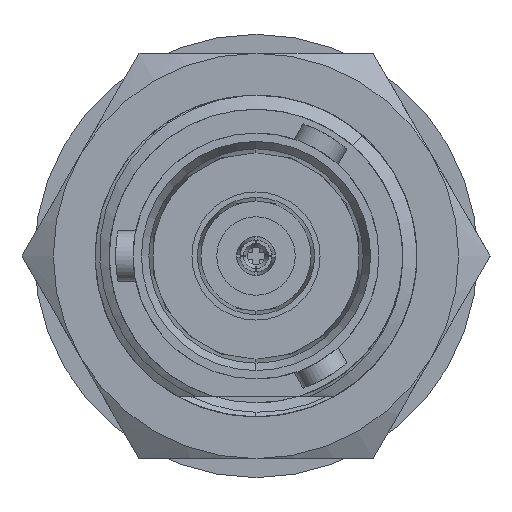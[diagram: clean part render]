
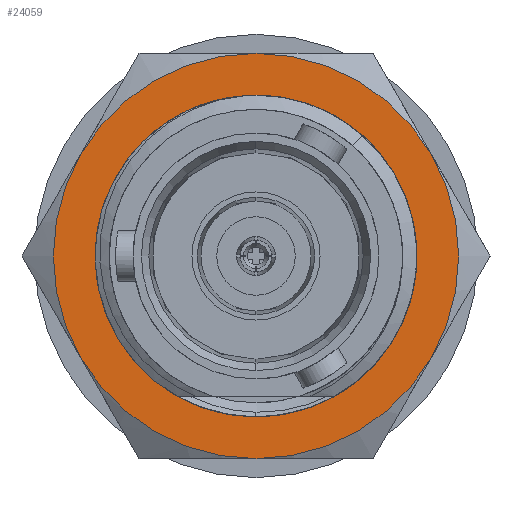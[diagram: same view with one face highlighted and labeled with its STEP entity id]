
A CAD part, left-side view. The second image highlights one B-rep face of the part: STEP entity #24059.
In plain terms, the highlighted face is planar.
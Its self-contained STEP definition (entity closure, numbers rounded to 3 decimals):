
#196 = DIRECTION ( 'NONE',  ( 0., 0., -1. ) ) ;
#420 = CARTESIAN_POINT ( 'NONE',  ( 1.25, -6.928, 4. ) ) ;
#628 = DIRECTION ( 'NONE',  ( 0., 0., 1. ) ) ;
#892 = CIRCLE ( 'NONE', #22672, 8. ) ;
#970 = EDGE_CURVE ( 'NONE', #17694, #4391, #20013, .T. ) ;
#1019 = ORIENTED_EDGE ( 'NONE', *, *, #1109, .F. ) ;
#1058 = CARTESIAN_POINT ( 'NONE',  ( 1.25, -4.184, -4.776 ) ) ;
#1109 = EDGE_CURVE ( 'NONE', #10976, #11977, #14070, .T. ) ;
#1133 = CARTESIAN_POINT ( 'NONE',  ( 1.25, -4.184, -4.776 ) ) ;
#1648 = VERTEX_POINT ( 'NONE', #21484 ) ;
#1857 = DIRECTION ( 'NONE',  ( -1., 0., 0. ) ) ;
#3370 = CARTESIAN_POINT ( 'NONE',  ( 1.25, -5.675, -2.889 ) ) ;
#3426 = CARTESIAN_POINT ( 'NONE',  ( 1.25, 0., 0. ) ) ;
#3534 = ORIENTED_EDGE ( 'NONE', *, *, #14634, .F. ) ;
#3559 = EDGE_CURVE ( 'NONE', #12946, #25996, #20051, .T. ) ;
#3715 = CARTESIAN_POINT ( 'NONE',  ( 1.25, 0., 0. ) ) ;
#3855 = DIRECTION ( 'NONE',  ( -1., 0., 0. ) ) ;
#4202 = CARTESIAN_POINT ( 'NONE',  ( 1.25, 0., 0. ) ) ;
#4235 = CIRCLE ( 'NONE', #20671, 6.35 ) ;
#4391 = VERTEX_POINT ( 'NONE', #8681 ) ;
#4693 = DIRECTION ( 'NONE',  ( -1., 0., 0. ) ) ;
#4912 = ORIENTED_EDGE ( 'NONE', *, *, #970, .T. ) ;
#5683 = ORIENTED_EDGE ( 'NONE', *, *, #3559, .F. ) ;
#5926 = DIRECTION ( 'NONE',  ( -1., 0., 0. ) ) ;
#6024 = VERTEX_POINT ( 'NONE', #17875 ) ;
#6752 = CARTESIAN_POINT ( 'NONE',  ( 1.25, 0., 0. ) ) ;
#7031 = DIRECTION ( 'NONE',  ( -1., 0., 0. ) ) ;
#7309 = ORIENTED_EDGE ( 'NONE', *, *, #11129, .F. ) ;
#7506 = CARTESIAN_POINT ( 'NONE',  ( 1.25, 6.928, -4. ) ) ;
#7523 = CARTESIAN_POINT ( 'NONE',  ( 1.25, -6.168, -1.528 ) ) ;
#8261 = CARTESIAN_POINT ( 'NONE',  ( 1.25, -6.338, 0.383 ) ) ;
#8536 = CARTESIAN_POINT ( 'NONE',  ( 1.25, 0., 0. ) ) ;
#8650 = EDGE_CURVE ( 'NONE', #14556, #17694, #27133, .T. ) ;
#8681 = CARTESIAN_POINT ( 'NONE',  ( 1.25, 0., 6.35 ) ) ;
#9488 = EDGE_CURVE ( 'NONE', #1648, #14556, #19288, .T. ) ;
#9597 = EDGE_CURVE ( 'NONE', #11977, #12728, #13103, .T. ) ;
#9977 = AXIS2_PLACEMENT_3D ( 'NONE', #23312, #3855, #16641 ) ;
#10976 = VERTEX_POINT ( 'NONE', #19071 ) ;
#11082 = DIRECTION ( 'NONE',  ( -1., 0., 0. ) ) ;
#11129 = EDGE_CURVE ( 'NONE', #12728, #6024, #18438, .T. ) ;
#11140 = CARTESIAN_POINT ( 'NONE',  ( 1.25, 0., 8. ) ) ;
#11291 = CIRCLE ( 'NONE', #15739, 8. ) ;
#11382 = ORIENTED_EDGE ( 'NONE', *, *, #8650, .T. ) ;
#11433 = CARTESIAN_POINT ( 'NONE',  ( 1.25, -6.034, -1.992 ) ) ;
#11632 = DIRECTION ( 'NONE',  ( -1., 0., 0. ) ) ;
#11867 = CARTESIAN_POINT ( 'NONE',  ( 1.25, -6.221, -1.294 ) ) ;
#11977 = VERTEX_POINT ( 'NONE', #420 ) ;
#12728 = VERTEX_POINT ( 'NONE', #11140 ) ;
#12946 = VERTEX_POINT ( 'NONE', #7506 ) ;
#13103 = CIRCLE ( 'NONE', #9977, 8. ) ;
#13573 = DIRECTION ( 'NONE',  ( 0., 0., 1. ) ) ;
#13608 = CARTESIAN_POINT ( 'NONE',  ( 1.25, 0., 0. ) ) ;
#14070 = CIRCLE ( 'NONE', #24283, 8. ) ;
#14375 = EDGE_LOOP ( 'NONE', ( #11382, #4912, #20359, #19148 ) ) ;
#14417 = AXIS2_PLACEMENT_3D ( 'NONE', #3715, #5926, #27062 ) ;
#14556 = VERTEX_POINT ( 'NONE', #1058 ) ;
#14634 = EDGE_CURVE ( 'NONE', #25996, #10976, #11291, .T. ) ;
#14673 = EDGE_LOOP ( 'NONE', ( #3534, #5683, #25985, #7309, #24220, #1019 ) ) ;
#14687 = FACE_OUTER_BOUND ( 'NONE', #14673, .T. ) ;
#15409 = DIRECTION ( 'NONE',  ( 0., 0., 1. ) ) ;
#15739 = AXIS2_PLACEMENT_3D ( 'NONE', #13608, #7031, #15409 ) ;
#16361 = CARTESIAN_POINT ( 'NONE',  ( 1.25, 0., -8. ) ) ;
#16474 = AXIS2_PLACEMENT_3D ( 'NONE', #17484, #11082, #21379 ) ;
#16575 = DIRECTION ( 'NONE',  ( 0., 0., 1. ) ) ;
#16641 = DIRECTION ( 'NONE',  ( 0., 0., 1. ) ) ;
#16752 = DIRECTION ( 'NONE',  ( 0., 0., 1. ) ) ;
#17033 = PLANE ( 'NONE',  #25539 ) ;
#17096 = EDGE_CURVE ( 'NONE', #4391, #1648, #4235, .T. ) ;
#17484 = CARTESIAN_POINT ( 'NONE',  ( 1.25, 0., 0. ) ) ;
#17694 = VERTEX_POINT ( 'NONE', #8261 ) ;
#17827 = CARTESIAN_POINT ( 'NONE',  ( 1.25, -6.341, -0.586 ) ) ;
#17875 = CARTESIAN_POINT ( 'NONE',  ( 1.25, 6.928, 4. ) ) ;
#17880 = DIRECTION ( 'NONE',  ( 0., 0., 1. ) ) ;
#18113 = CARTESIAN_POINT ( 'NONE',  ( 1.25, -4.878, -4.094 ) ) ;
#18438 = CIRCLE ( 'NONE', #23320, 8. ) ;
#19071 = CARTESIAN_POINT ( 'NONE',  ( 1.25, -6.928, -4. ) ) ;
#19148 = ORIENTED_EDGE ( 'NONE', *, *, #9488, .T. ) ;
#19288 = CIRCLE ( 'NONE', #14417, 6.35 ) ;
#19680 = DIRECTION ( 'NONE',  ( -1., 0., 0. ) ) ;
#19912 = CARTESIAN_POINT ( 'NONE',  ( 1.25, -6.338, 0.383 ) ) ;
#20013 = CIRCLE ( 'NONE', #16474, 6.35 ) ;
#20051 = CIRCLE ( 'NONE', #22277, 8. ) ;
#20332 = CARTESIAN_POINT ( 'NONE',  ( 1.25, -6.368, -0.102 ) ) ;
#20359 = ORIENTED_EDGE ( 'NONE', *, *, #17096, .T. ) ;
#20671 = AXIS2_PLACEMENT_3D ( 'NONE', #6752, #4693, #628 ) ;
#21206 = DIRECTION ( 'NONE',  ( 1., 0., 0. ) ) ;
#21379 = DIRECTION ( 'NONE',  ( 0., 0., 1. ) ) ;
#21484 = CARTESIAN_POINT ( 'NONE',  ( 1.25, 0., -6.35 ) ) ;
#22277 = AXIS2_PLACEMENT_3D ( 'NONE', #26914, #1857, #16752 ) ;
#22431 = CARTESIAN_POINT ( 'NONE',  ( 1.25, -4.55, -4.456 ) ) ;
#22672 = AXIS2_PLACEMENT_3D ( 'NONE', #26340, #19680, #13573 ) ;
#23312 = CARTESIAN_POINT ( 'NONE',  ( 1.25, 0., 0. ) ) ;
#23320 = AXIS2_PLACEMENT_3D ( 'NONE', #4202, #24791, #16575 ) ;
#24059 = ADVANCED_FACE ( 'NONE', ( #27190, #14687 ), #17033, .T. ) ;
#24220 = ORIENTED_EDGE ( 'NONE', *, *, #9597, .F. ) ;
#24283 = AXIS2_PLACEMENT_3D ( 'NONE', #3426, #11632, #17880 ) ;
#24785 = CARTESIAN_POINT ( 'NONE',  ( 1.25, -5.953, -2.222 ) ) ;
#24791 = DIRECTION ( 'NONE',  ( -1., 0., 0. ) ) ;
#25539 = AXIS2_PLACEMENT_3D ( 'NONE', #8536, #21206, #196 ) ;
#25985 = ORIENTED_EDGE ( 'NONE', *, *, #27326, .F. ) ;
#25996 = VERTEX_POINT ( 'NONE', #16361 ) ;
#26340 = CARTESIAN_POINT ( 'NONE',  ( 1.25, 0., 0. ) ) ;
#26588 = CARTESIAN_POINT ( 'NONE',  ( 1.25, -5.442, -3.308 ) ) ;
#26914 = CARTESIAN_POINT ( 'NONE',  ( 1.25, 0., 0. ) ) ;
#27062 = DIRECTION ( 'NONE',  ( 0., 0., 1. ) ) ;
#27133 = B_SPLINE_CURVE_WITH_KNOTS ( 'NONE', 3,
 ( #1133, #22431, #18113, #26588, #3370, #24785, #11433, #7523, #11867, #17827, #20332, #19912 ),
 .UNSPECIFIED., .F., .F.,
 ( 4, 2, 2, 2, 2, 4 ),
 ( 0., 0.001, 0.003, 0.004, 0.004, 0.006 ),
 .UNSPECIFIED. ) ;
#27190 = FACE_BOUND ( 'NONE', #14375, .T. ) ;
#27326 = EDGE_CURVE ( 'NONE', #6024, #12946, #892, .T. ) ;
